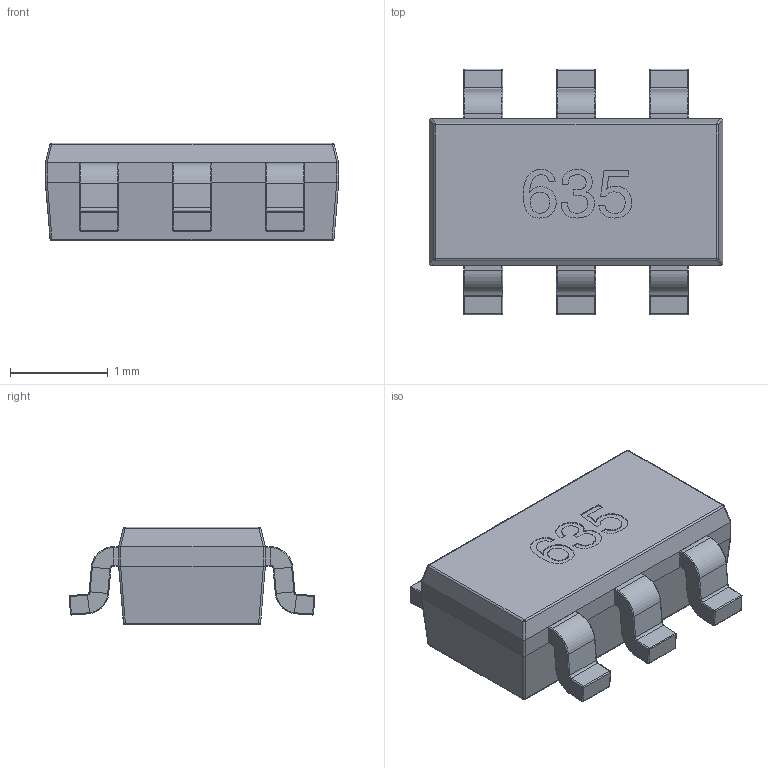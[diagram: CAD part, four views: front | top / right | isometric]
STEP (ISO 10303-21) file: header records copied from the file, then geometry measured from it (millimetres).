
FILE_DESCRIPTION (( 'STEP AP214' ), '1' );
FILE_NAME ('SC-74-SMD-6P_L3.0-W1.5-H1.0-LS2.8.step', '2022-07-09T14:46:14', ( '' ), ( '' ), 'SwSTEP 2.0', 'SolidWorks 2020', '' );
FILE_SCHEMA (( 'AUTOMOTIVE_DESIGN' ));
Length unit declared in the file: millimetre
Products named in the file (1): SC-74-SMD-6P_L3.0-W1.5-H1.0-LS2.8
Bounding box: 3 x 2.51 x 1 mm (x, y, z)
Volume: 4.7 mm3; surface area: 24 mm2
Topology: 7 solids, 7 shells, 689 faces, 1677 edges, 1020 vertices
Faces by surface type: plane 312, bspline 151, cylinder 140, torus 48, sphere 38
Entity records: 30684 total; most frequent: CARTESIAN_POINT 8026, ORIENTED_EDGE 3306, DIRECTION 2697, EDGE_CURVE 1653, VERTEX_POINT 1008, VECTOR 995, LINE 995, AXIS2_PLACEMENT_3D 851
